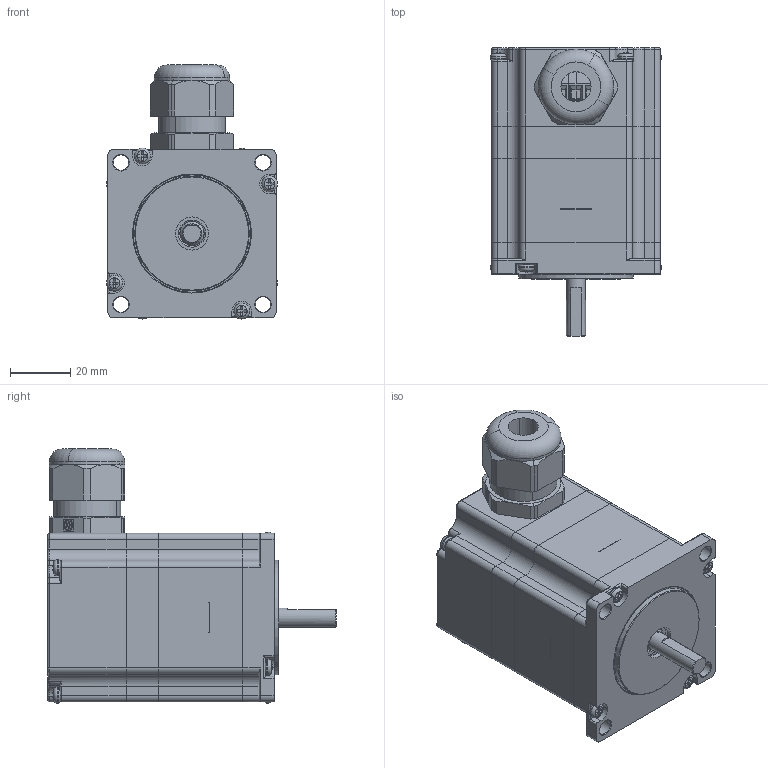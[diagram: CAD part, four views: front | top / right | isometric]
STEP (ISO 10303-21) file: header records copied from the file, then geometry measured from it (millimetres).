
FILE_DESCRIPTION(('HOOPS Exchange Step'),'2;1');
FILE_NAME('export-46DA821C-1242-4A56-8C72-464A7811C35B.stp','2021-01-18T09:29:49+01:00',('User'),('Alibre'),'HOOPS Exchange 2020.1','Alibre','Unknown authorisation');
FILE_SCHEMA( ('AP242_MANAGED_MODEL_BASED_3D_ENGINEERING_MIM_LF {1 0 10303 442 1 1 4 }') );
Length unit declared in the file: millimetre
Products named in the file (24): 396-1 top cover; 4879 Cable Gland M20x1.5 Black; 396-2 M3x26 Bolt; 396-3 Back flange; 396-4 PCB standoff; 396-5 PCB; 396-6 M3x10 Bolt; 2002-2 Screw Terminal 2 pole RM 5.00mm; 2002-3 Screw Terminal 2 pole RM 5.00mm; 2002-1 Screw Terminal 2 pole RM 5.00mm; 2002 Screw Terminal 2 pole RM 5.00mm; 2003-3 Screw Terminal 3 pole RM5.00mm; 2003-1 Screw Terminal 2 pole RM 5.00mm; 2003-2 Screw Terminal 2 pole RM 5.00mm; 2003 Screw Terminal 3 pole RM5.00mm; 396-7 washer ring; 396-8 spring washer ring; 608 2Z; 396-9 magnet shaft; 396-10 magnet; 396-11 motor stack; 396-12 front flange; 396-13 M3x45 Bolt; 396 Stepper Motor DCNC-NEMA23-1.0Nm (IP54)
Assembly tree (32 placements, depth 3):
  396 Stepper Motor DCNC-NEMA23-1.0Nm (IP54)
    396-1 top cover
    4879 Cable Gland M20x1.5 Black
    396-2 M3x26 Bolt  x4
    396-3 Back flange
    396-4 PCB standoff  x2
    396-5 PCB
    396-6 M3x10 Bolt  x2
    2002 Screw Terminal 2 pole RM 5.00mm
      2002-2 Screw Terminal 2 pole RM 5.00mm
      2002-3 Screw Terminal 2 pole RM 5.00mm
      2002-1 Screw Terminal 2 pole RM 5.00mm
    2003 Screw Terminal 3 pole RM5.00mm
      2003-3 Screw Terminal 3 pole RM5.00mm
      2003-1 Screw Terminal 2 pole RM 5.00mm
      2003-2 Screw Terminal 2 pole RM 5.00mm
    396-7 washer ring
    396-8 spring washer ring
    608 2Z  x2
    396-9 magnet shaft
    396-10 magnet
    396-11 motor stack
    396-12 front flange
    396-13 M3x45 Bolt  x4
Bounding box: 56.8 x 95.7 x 84.4 mm (x, y, z)
Volume: 104763.3 mm3; surface area: 80631.8 mm2
Topology: 30 solids, 100 shells, 4687 faces, 12558 edges, 8169 vertices
Faces by surface type: plane 2504, extrusion 1122, cylinder 790, torus 109, cone 97, bspline 43, sphere 22
Full cylindrical faces by diameter (mm): 2.5 x12, 2.6 x4, 3 x8, 3.3 x8, 3.4 x8, 3.75 x2, 4.9 x2, 5.1 x4, 5.3 x10, 6 x1, 6.35 x1, 8 x2, 10 x2, 10.8 x1, 11 x1, 15 x1, 17.7 x1, 18 x1, 18.5 x1, 20 x1, 21.3 x1, 22 x2, 35 x2, 36 x2, 38.1 x1, 52 x1, 53 x3, 54 x1
Entity records: 133367 total; most frequent: CARTESIAN_POINT 35631, ORIENTED_EDGE 21482, DIRECTION 17062, EDGE_CURVE 10741, VECTOR 7568, VERTEX_POINT 7046, LINE 6446, AXIS2_PLACEMENT_3D 4747
